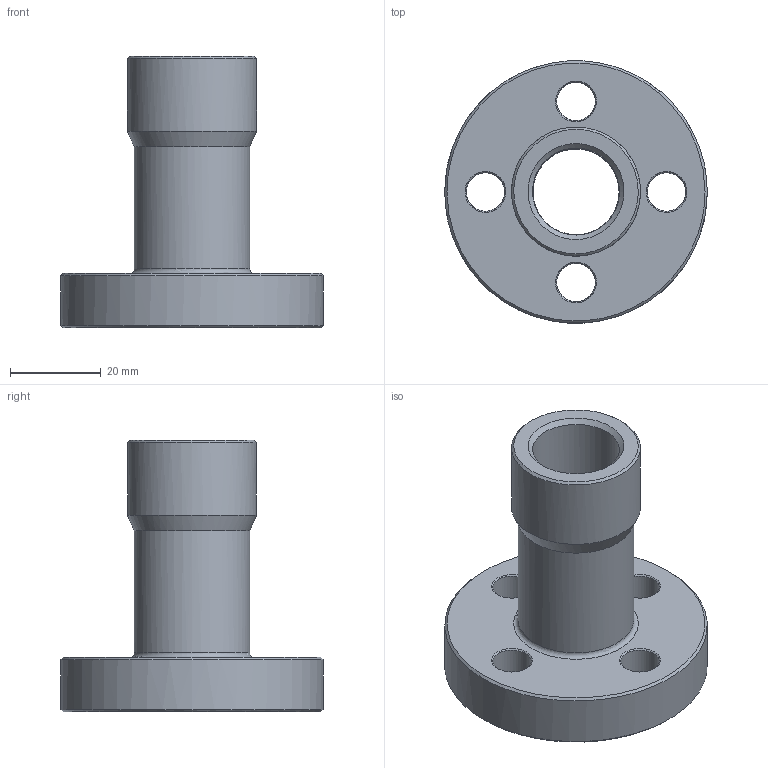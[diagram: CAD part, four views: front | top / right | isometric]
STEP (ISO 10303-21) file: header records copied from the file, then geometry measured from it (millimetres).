
FILE_DESCRIPTION(/* description */ ('Unknown'),/* implementation_level */ '2;1');
FILE_NAME(/* name */ 'AF.10205-001',/* time_stamp */ '2023-07-24T11:11:00+02:00',/* author */ ('Unknown'),/* organization */ ('Unknown'),/* preprocessor_version */ 'ST-DEVELOPER v18.102',/* originating_system */ 'Solid Edge',/* authorisation */ 'Unknown');
FILE_SCHEMA (('AUTOMOTIVE_DESIGN {1 0 10303 214 3 1 1}'));
Length unit declared in the file: millimetre
Products named in the file (2): 590_FI2-012; None
Assembly tree (1 placements, depth 2):
  590_FI2-012
    None
Bounding box: 58 x 57.89 x 60 mm (x, y, z)
Volume: 38308.1 mm3; surface area: 15452.8 mm2
Topology: 1 solids, 1 shells, 36 faces, 111 edges, 80 vertices
Faces by surface type: cone 15, cylinder 11, torus 5, plane 5
Full cylindrical faces by diameter (mm): 8.5 x4, 19 x1, 19.2 x1, 24 x1, 25.5 x1, 28.5 x1, 29 x1, 58 x1
Entity records: 1839 total; most frequent: CARTESIAN_POINT 936, ORIENTED_EDGE 222, EDGE_CURVE 111, DIRECTION 101, B_SPLINE_CURVE_WITH_KNOTS 90, VERTEX_POINT 80, EDGE_LOOP 49, FACE_BOUND 49
